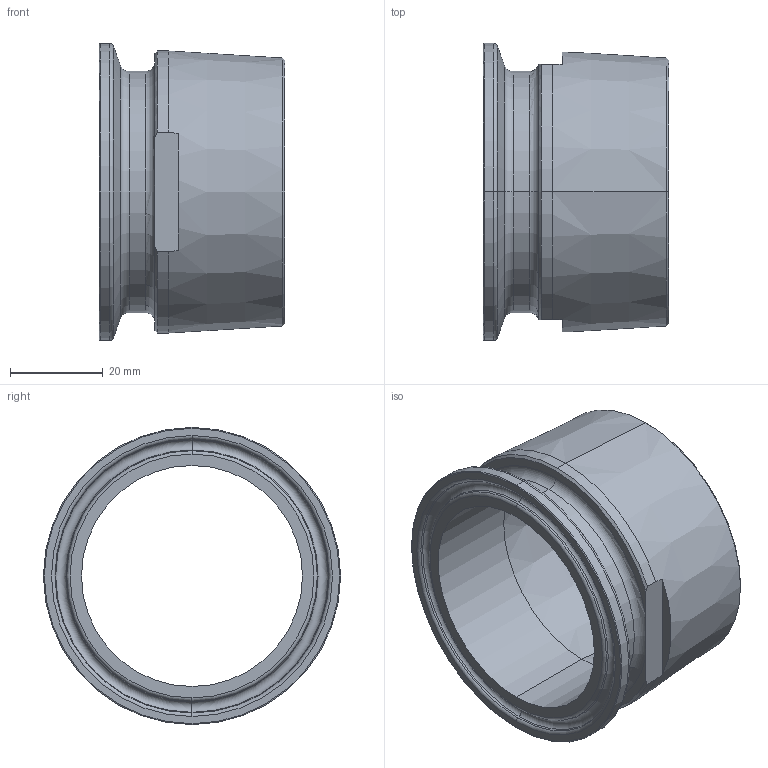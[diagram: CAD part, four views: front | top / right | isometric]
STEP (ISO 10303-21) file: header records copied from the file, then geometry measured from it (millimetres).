
FILE_DESCRIPTION (( 'STEP AP214' ), '1' );
FILE_NAME ('AM.250.250.STEP', '2020-03-16T13:14:22', ( '' ), ( '' ), 'SwSTEP 2.0', 'SolidWorks 2019', '' );
FILE_SCHEMA (( 'AUTOMOTIVE_DESIGN' ));
Length unit declared in the file: millimetre
Products named in the file (1): AM.250.250
Bounding box: 40 x 64 x 64 mm (x, y, z)
Volume: 31390.9 mm3; surface area: 16841.2 mm2
Topology: 1 solids, 1 shells, 47 faces, 107 edges, 63 vertices
Faces by surface type: cone 15, torus 14, cylinder 9, plane 9
Entity records: 1400 total; most frequent: CARTESIAN_POINT 272, DIRECTION 260, ORIENTED_EDGE 214, AXIS2_PLACEMENT_3D 115, EDGE_CURVE 107, CIRCLE 67, VERTEX_POINT 63, EDGE_LOOP 50
